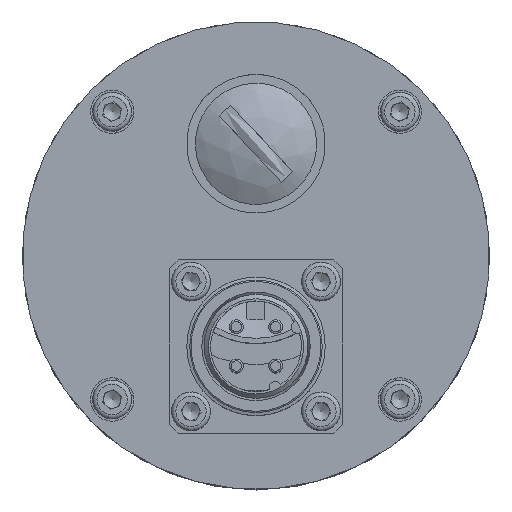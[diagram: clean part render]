
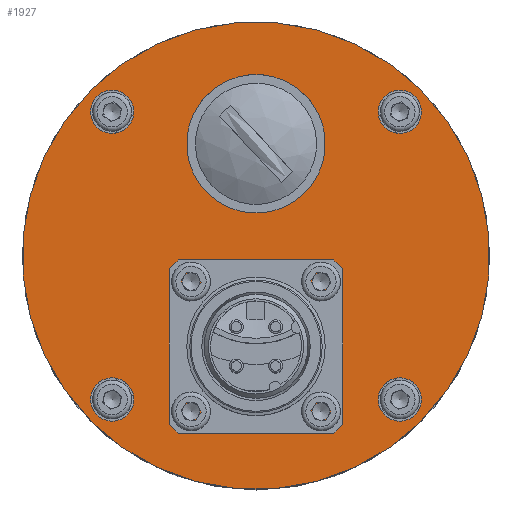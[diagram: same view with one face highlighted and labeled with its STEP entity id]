
A CAD part, top view. The second image highlights one B-rep face of the part: STEP entity #1927.
In plain terms, the highlighted planar face has unit normal (0, 0, 1).
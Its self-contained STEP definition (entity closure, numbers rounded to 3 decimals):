
#23 = ORIENTED_EDGE ( 'NONE', *, *, #591, .F. ) ;
#72 = ORIENTED_EDGE ( 'NONE', *, *, #4603, .F. ) ;
#112 = EDGE_CURVE ( 'NONE', #4289, #4289, #1341, .T. ) ;
#123 = ORIENTED_EDGE ( 'NONE', *, *, #4069, .F. ) ;
#167 = EDGE_LOOP ( 'NONE', ( #3970 ) ) ;
#174 = DIRECTION ( 'NONE',  ( 0., 0., 1. ) ) ;
#231 = CARTESIAN_POINT ( 'NONE',  ( 5.374, -15.874, 23. ) ) ;
#242 = DIRECTION ( 'NONE',  ( 0., 0., 1. ) ) ;
#254 = ORIENTED_EDGE ( 'NONE', *, *, #3129, .F. ) ;
#269 = CARTESIAN_POINT ( 'NONE',  ( -6.775, -3.725, 23. ) ) ;
#466 = EDGE_LOOP ( 'NONE', ( #4606 ) ) ;
#467 = EDGE_LOOP ( 'NONE', ( #4424 ) ) ;
#485 = ORIENTED_EDGE ( 'NONE', *, *, #3454, .F. ) ;
#489 = CIRCLE ( 'NONE', #2489, 1.025 ) ;
#499 = EDGE_CURVE ( 'NONE', #3120, #3120, #3937, .T. ) ;
#591 = EDGE_CURVE ( 'NONE', #1197, #1197, #3168, .T. ) ;
#665 = AXIS2_PLACEMENT_3D ( 'NONE', #3842, #4176, #4556 ) ;
#690 = EDGE_CURVE ( 'NONE', #2993, #2993, #1820, .T. ) ;
#697 = CARTESIAN_POINT ( 'NONE',  ( 19.092, 19.092, 23. ) ) ;
#705 = DIRECTION ( 'NONE',  ( 0., 0., 1. ) ) ;
#821 = EDGE_CURVE ( 'NONE', #3846, #3846, #1382, .T. ) ;
#851 = CARTESIAN_POINT ( 'NONE',  ( 16.617, -16.617, 23. ) ) ;
#902 = CARTESIAN_POINT ( 'NONE',  ( 7.5, -18., 23. ) ) ;
#927 = EDGE_LOOP ( 'NONE', ( #23 ) ) ;
#938 = CARTESIAN_POINT ( 'NONE',  ( 8.225, -3.725, 23. ) ) ;
#1028 = AXIS2_PLACEMENT_3D ( 'NONE', #851, #3348, #1203 ) ;
#1137 = EDGE_LOOP ( 'NONE', ( #123 ) ) ;
#1178 = CARTESIAN_POINT ( 'NONE',  ( -7.5, -3., 23. ) ) ;
#1180 = VERTEX_POINT ( 'NONE', #269 ) ;
#1197 = VERTEX_POINT ( 'NONE', #4064 ) ;
#1203 = DIRECTION ( 'NONE',  ( 0.707, -0.707, 0. ) ) ;
#1241 = CARTESIAN_POINT ( 'NONE',  ( 18.385, -18.385, 23. ) ) ;
#1249 = DIRECTION ( 'NONE',  ( 0.707, -0.707, 0. ) ) ;
#1306 = VERTEX_POINT ( 'NONE', #1694 ) ;
#1341 = CIRCLE ( 'NONE', #2253, 2.5 ) ;
#1355 = AXIS2_PLACEMENT_3D ( 'NONE', #1873, #2918, #3661 ) ;
#1378 = CIRCLE ( 'NONE', #3070, 1.025 ) ;
#1382 = CIRCLE ( 'NONE', #1355, 8. ) ;
#1409 = DIRECTION ( 'NONE',  ( 0., 0., -1. ) ) ;
#1411 = CARTESIAN_POINT ( 'NONE',  ( -7.5, -18., 23. ) ) ;
#1426 = DIRECTION ( 'NONE',  ( 0., 0., 1. ) ) ;
#1447 = DIRECTION ( 'NONE',  ( 0.707, -0.707, 0. ) ) ;
#1528 = VERTEX_POINT ( 'NONE', #4535 ) ;
#1552 = DIRECTION ( 'NONE',  ( 0.707, -0.707, 0. ) ) ;
#1575 = EDGE_CURVE ( 'NONE', #2553, #2553, #4029, .T. ) ;
#1657 = EDGE_LOOP ( 'NONE', ( #485 ) ) ;
#1694 = CARTESIAN_POINT ( 'NONE',  ( 19.092, -19.092, 23. ) ) ;
#1778 = CARTESIAN_POINT ( 'NONE',  ( 7.5, -3., 23. ) ) ;
#1820 = CIRCLE ( 'NONE', #4557, 2.5 ) ;
#1873 = CARTESIAN_POINT ( 'NONE',  ( 0., 12.92, 23. ) ) ;
#1927 = ADVANCED_FACE ( 'NONE', ( #3192, #2950, #3066, #3576, #3007, #2907, #2851, #2803, #2729, #2677, #2615 ), #2834, .F. ) ;
#1969 = VERTEX_POINT ( 'NONE', #938 ) ;
#2126 = DIRECTION ( 'NONE',  ( 0.707, -0.707, 0. ) ) ;
#2253 = AXIS2_PLACEMENT_3D ( 'NONE', #2749, #242, #3111 ) ;
#2289 = CARTESIAN_POINT ( 'NONE',  ( -14.849, -18.385, 23. ) ) ;
#2326 = CARTESIAN_POINT ( 'NONE',  ( 0., -10.5, 23. ) ) ;
#2457 = CIRCLE ( 'NONE', #4147, 27. ) ;
#2489 = AXIS2_PLACEMENT_3D ( 'NONE', #902, #3399, #1249 ) ;
#2553 = VERTEX_POINT ( 'NONE', #1241 ) ;
#2615 = FACE_OUTER_BOUND ( 'NONE', #167, .T. ) ;
#2629 = AXIS2_PLACEMENT_3D ( 'NONE', #1178, #3682, #1552 ) ;
#2631 = EDGE_LOOP ( 'NONE', ( #4080 ) ) ;
#2677 = FACE_BOUND ( 'NONE', #2631, .T. ) ;
#2688 = DIRECTION ( 'NONE',  ( 0.707, -0.707, 0. ) ) ;
#2705 = VERTEX_POINT ( 'NONE', #231 ) ;
#2729 = FACE_BOUND ( 'NONE', #3031, .T. ) ;
#2749 = CARTESIAN_POINT ( 'NONE',  ( 16.617, 16.617, 23. ) ) ;
#2776 = CIRCLE ( 'NONE', #4413, 7.6 ) ;
#2803 = FACE_BOUND ( 'NONE', #467, .T. ) ;
#2834 = PLANE ( 'NONE',  #4526 ) ;
#2842 = CARTESIAN_POINT ( 'NONE',  ( 0., 0., 23. ) ) ;
#2851 = FACE_BOUND ( 'NONE', #4420, .T. ) ;
#2907 = FACE_BOUND ( 'NONE', #466, .T. ) ;
#2918 = DIRECTION ( 'NONE',  ( 0., 0., 1. ) ) ;
#2950 = FACE_BOUND ( 'NONE', #3324, .T. ) ;
#2993 = VERTEX_POINT ( 'NONE', #2289 ) ;
#3007 = FACE_BOUND ( 'NONE', #927, .T. ) ;
#3012 = CARTESIAN_POINT ( 'NONE',  ( 5.657, 7.263, 23. ) ) ;
#3031 = EDGE_LOOP ( 'NONE', ( #4314 ) ) ;
#3066 = FACE_BOUND ( 'NONE', #1137, .T. ) ;
#3070 = AXIS2_PLACEMENT_3D ( 'NONE', #1778, #4273, #2126 ) ;
#3111 = DIRECTION ( 'NONE',  ( 0.707, -0.707, 0. ) ) ;
#3120 = VERTEX_POINT ( 'NONE', #3717 ) ;
#3129 = EDGE_CURVE ( 'NONE', #1969, #1969, #1378, .T. ) ;
#3168 = CIRCLE ( 'NONE', #3753, 1.025 ) ;
#3192 = FACE_BOUND ( 'NONE', #1657, .T. ) ;
#3201 = DIRECTION ( 'NONE',  ( 0.707, -0.707, 0. ) ) ;
#3208 = CARTESIAN_POINT ( 'NONE',  ( -16.617, -16.617, 23. ) ) ;
#3248 = DIRECTION ( 'NONE',  ( 0., 0., 1. ) ) ;
#3256 = DIRECTION ( 'NONE',  ( 0.707, -0.707, 0. ) ) ;
#3324 = EDGE_LOOP ( 'NONE', ( #254 ) ) ;
#3348 = DIRECTION ( 'NONE',  ( 0., 0., 1. ) ) ;
#3399 = DIRECTION ( 'NONE',  ( 0., 0., 1. ) ) ;
#3454 = EDGE_CURVE ( 'NONE', #2705, #2705, #2776, .T. ) ;
#3576 = FACE_BOUND ( 'NONE', #3618, .T. ) ;
#3618 = EDGE_LOOP ( 'NONE', ( #72 ) ) ;
#3661 = DIRECTION ( 'NONE',  ( 0.707, -0.707, 0. ) ) ;
#3682 = DIRECTION ( 'NONE',  ( 0., 0., 1. ) ) ;
#3717 = CARTESIAN_POINT ( 'NONE',  ( -14.849, 14.849, 23. ) ) ;
#3753 = AXIS2_PLACEMENT_3D ( 'NONE', #1411, #1426, #1447 ) ;
#3842 = CARTESIAN_POINT ( 'NONE',  ( -16.617, 16.617, 23. ) ) ;
#3846 = VERTEX_POINT ( 'NONE', #3012 ) ;
#3906 = DIRECTION ( 'NONE',  ( -0.707, 0.707, 0. ) ) ;
#3937 = CIRCLE ( 'NONE', #665, 2.5 ) ;
#3970 = ORIENTED_EDGE ( 'NONE', *, *, #4477, .T. ) ;
#4029 = CIRCLE ( 'NONE', #1028, 2.5 ) ;
#4052 = CARTESIAN_POINT ( 'NONE',  ( 18.385, 14.849, 23. ) ) ;
#4064 = CARTESIAN_POINT ( 'NONE',  ( -6.775, -18.725, 23. ) ) ;
#4069 = EDGE_CURVE ( 'NONE', #1528, #1528, #489, .T. ) ;
#4080 = ORIENTED_EDGE ( 'NONE', *, *, #821, .F. ) ;
#4147 = AXIS2_PLACEMENT_3D ( 'NONE', #2842, #705, #3201 ) ;
#4176 = DIRECTION ( 'NONE',  ( 0., 0., 1. ) ) ;
#4273 = DIRECTION ( 'NONE',  ( 0., 0., 1. ) ) ;
#4289 = VERTEX_POINT ( 'NONE', #4052 ) ;
#4314 = ORIENTED_EDGE ( 'NONE', *, *, #690, .F. ) ;
#4413 = AXIS2_PLACEMENT_3D ( 'NONE', #2326, #174, #2688 ) ;
#4420 = EDGE_LOOP ( 'NONE', ( #4489 ) ) ;
#4424 = ORIENTED_EDGE ( 'NONE', *, *, #499, .F. ) ;
#4477 = EDGE_CURVE ( 'NONE', #1306, #1306, #2457, .T. ) ;
#4489 = ORIENTED_EDGE ( 'NONE', *, *, #1575, .F. ) ;
#4526 = AXIS2_PLACEMENT_3D ( 'NONE', #697, #1409, #3906 ) ;
#4535 = CARTESIAN_POINT ( 'NONE',  ( 8.225, -18.725, 23. ) ) ;
#4556 = DIRECTION ( 'NONE',  ( 0.707, -0.707, 0. ) ) ;
#4557 = AXIS2_PLACEMENT_3D ( 'NONE', #3208, #3248, #3256 ) ;
#4603 = EDGE_CURVE ( 'NONE', #1180, #1180, #4628, .T. ) ;
#4606 = ORIENTED_EDGE ( 'NONE', *, *, #112, .F. ) ;
#4628 = CIRCLE ( 'NONE', #2629, 1.025 ) ;
